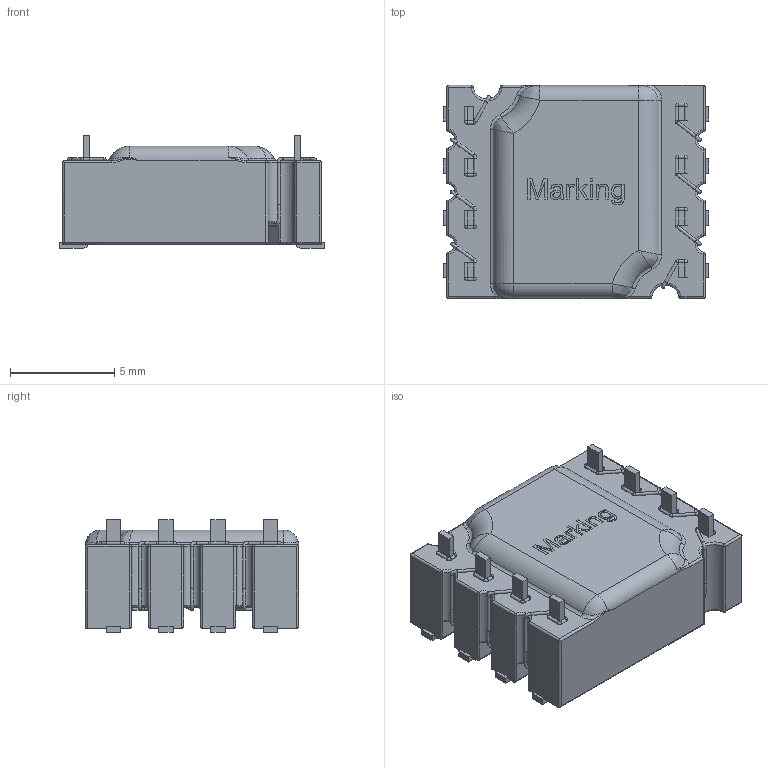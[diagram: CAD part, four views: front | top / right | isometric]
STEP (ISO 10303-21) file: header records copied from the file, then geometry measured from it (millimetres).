
FILE_DESCRIPTION(/* description */ ('Unknown'),/* implementation_level */ '2;1');
FILE_NAME(/* name */ '74420xx',/* time_stamp */ '2021-02-02T13:06:33+01:00',/* author */ ('Unknown'),/* organization */ ('Unknown'),/* preprocessor_version */ 'ST-DEVELOPER v16.7',/* originating_system */ 'DEX',/* authorisation */ $);
FILE_SCHEMA (('AUTOMOTIVE_DESIGN {1 0 10303 214 3 1 1}'));
Length unit declared in the file: millimetre
Products named in the file (6): 74420xx; Pins; Case; wire-coil+ferrite core; wire-coil; Ferrite-Core
Assembly tree (5 placements, depth 3):
  74420xx
    Pins
    Case
    wire-coil+ferrite core
      wire-coil
      Ferrite-Core
Bounding box: 12.7 x 10.2 x 5.4 mm (x, y, z)
Volume: 414.4 mm3; surface area: 1034 mm2
Topology: 14 solids, 14 shells, 808 faces, 1914 edges, 1116 vertices
Faces by surface type: cylinder 304, plane 217, torus 142, bspline 125, sphere 19, cone 1
Full cylindrical faces by diameter (mm): 0.15 x185, 3.4 x1, 6.6 x1, 7.82 x1
Entity records: 30018 total; most frequent: CARTESIAN_POINT 11253, DIRECTION 3265, ORIENTED_EDGE 2954, EDGE_CURVE 1477, AXIS2_PLACEMENT_3D 1348, EDGE_LOOP 1219, FACE_BOUND 1219, VERTEX_POINT 1090
